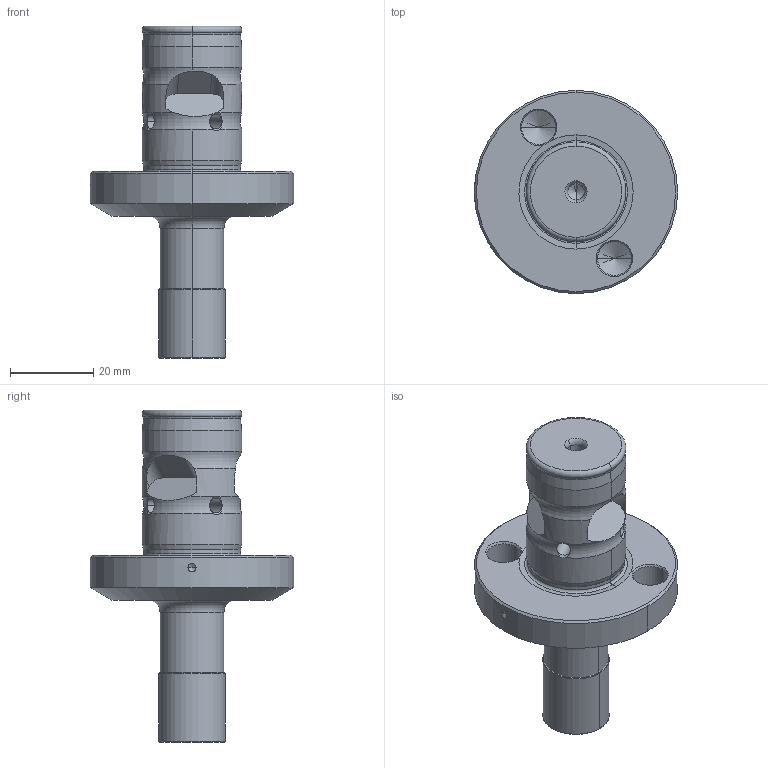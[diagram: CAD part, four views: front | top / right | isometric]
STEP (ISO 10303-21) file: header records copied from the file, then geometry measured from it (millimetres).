
FILE_DESCRIPTION((''),'2;1');
FILE_NAME('22J3D016017Z4R00','2015-10-31T',('machinek'),(''),'PRO/ENGINEER BY PARAMETRIC TECHNOLOGY CORPORATION, 2011490','PRO/ENGINEER BY PARAMETRIC TECHNOLOGY CORPORATION, 2011490','');
FILE_SCHEMA(('AUTOMOTIVE_DESIGN { 1 2 10303 214 0 1 1 1 }'));
Length unit declared in the file: millimetre
Products named in the file (3): NOCUT; CUT; 22J3D016017Z4R00
Assembly tree (2 placements, depth 2):
  22J3D016017Z4R00
    NOCUT
    CUT
Bounding box: 49 x 49 x 80 mm (x, y, z)
Volume: 40703.8 mm3; surface area: 12434.4 mm2
Topology: 2 solids, 2 shells, 137 faces, 353 edges, 209 vertices
Faces by surface type: cone 45, cylinder 41, torus 32, plane 17, bspline 2
Entity records: 5756 total; most frequent: CARTESIAN_POINT 1285, DIRECTION 703, ORIENTED_EDGE 682, PRESENTATION_STYLE_ASSIGNMENT 350, STYLED_ITEM 350, CURVE_STYLE 348, EDGE_CURVE 341, AXIS2_PLACEMENT_3D 303
